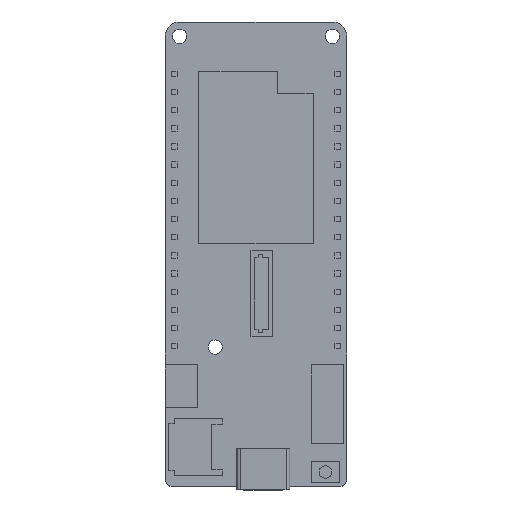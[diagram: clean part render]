
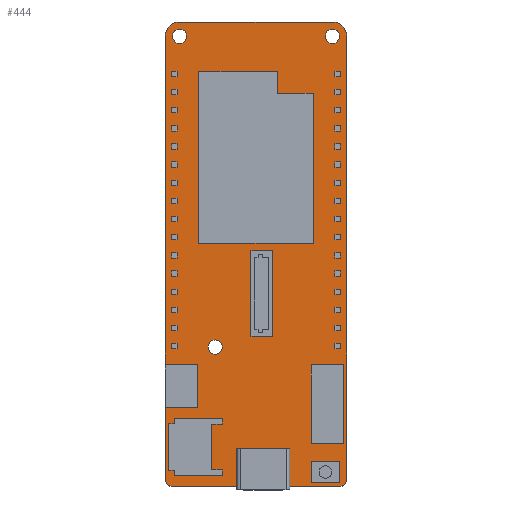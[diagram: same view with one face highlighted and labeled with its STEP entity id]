
A CAD part, top view. The second image highlights one B-rep face of the part: STEP entity #444.
In plain terms, the highlighted planar face has unit normal (0, 0, 1).
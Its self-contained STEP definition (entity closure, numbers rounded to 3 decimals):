
#71 = VERTEX_POINT('',#72);
#72 = CARTESIAN_POINT('',(2.,0.,1.8));
#78 = EDGE_CURVE('',#71,#79,#81,.T.);
#79 = VERTEX_POINT('',#80);
#80 = CARTESIAN_POINT('',(23.4,0.,1.8));
#81 = LINE('',#82,#83);
#82 = CARTESIAN_POINT('',(2.,0.,1.8));
#83 = VECTOR('',#84,1.);
#84 = DIRECTION('',(1.,0.,0.));
#111 = VERTEX_POINT('',#112);
#112 = CARTESIAN_POINT('',(25.4,-2.,1.8));
#118 = EDGE_CURVE('',#111,#79,#119,.T.);
#119 = CIRCLE('',#120,2.);
#120 = AXIS2_PLACEMENT_3D('',#121,#122,#123);
#121 = CARTESIAN_POINT('',(23.4,-2.,1.8));
#122 = DIRECTION('',(0.,0.,1.));
#123 = DIRECTION('',(1.,0.,0.));
#142 = EDGE_CURVE('',#111,#143,#145,.T.);
#143 = VERTEX_POINT('',#144);
#144 = CARTESIAN_POINT('',(25.4,-64.,1.8));
#145 = LINE('',#146,#147);
#146 = CARTESIAN_POINT('',(25.4,-2.,1.8));
#147 = VECTOR('',#148,1.);
#148 = DIRECTION('',(0.,-1.,0.));
#175 = VERTEX_POINT('',#176);
#176 = CARTESIAN_POINT('',(24.4,-65.,1.8));
#182 = EDGE_CURVE('',#175,#143,#183,.T.);
#183 = CIRCLE('',#184,1.);
#184 = AXIS2_PLACEMENT_3D('',#185,#186,#187);
#185 = CARTESIAN_POINT('',(24.4,-64.,1.8));
#186 = DIRECTION('',(0.,0.,1.));
#187 = DIRECTION('',(1.,0.,0.));
#206 = EDGE_CURVE('',#175,#207,#209,.T.);
#207 = VERTEX_POINT('',#208);
#208 = CARTESIAN_POINT('',(1.,-65.,1.8));
#209 = LINE('',#210,#211);
#210 = CARTESIAN_POINT('',(24.4,-65.,1.8));
#211 = VECTOR('',#212,1.);
#212 = DIRECTION('',(-1.,0.,0.));
#239 = VERTEX_POINT('',#240);
#240 = CARTESIAN_POINT('',(0.,-64.,1.8));
#246 = EDGE_CURVE('',#239,#207,#247,.T.);
#247 = CIRCLE('',#248,1.);
#248 = AXIS2_PLACEMENT_3D('',#249,#250,#251);
#249 = CARTESIAN_POINT('',(1.,-64.,1.8));
#250 = DIRECTION('',(0.,0.,1.));
#251 = DIRECTION('',(1.,0.,0.));
#270 = EDGE_CURVE('',#239,#271,#273,.T.);
#271 = VERTEX_POINT('',#272);
#272 = CARTESIAN_POINT('',(0.,-2.,1.8));
#273 = LINE('',#274,#275);
#274 = CARTESIAN_POINT('',(0.,-64.,1.8));
#275 = VECTOR('',#276,1.);
#276 = DIRECTION('',(0.,1.,0.));
#301 = EDGE_CURVE('',#71,#271,#302,.T.);
#302 = CIRCLE('',#303,2.);
#303 = AXIS2_PLACEMENT_3D('',#304,#305,#306);
#304 = CARTESIAN_POINT('',(2.,-2.,1.8));
#305 = DIRECTION('',(0.,0.,1.));
#306 = DIRECTION('',(1.,0.,0.));
#327 = VERTEX_POINT('',#328);
#328 = CARTESIAN_POINT('',(8.,-45.5,1.8));
#334 = EDGE_CURVE('',#327,#327,#335,.T.);
#335 = CIRCLE('',#336,1.);
#336 = AXIS2_PLACEMENT_3D('',#337,#338,#339);
#337 = CARTESIAN_POINT('',(7.,-45.5,1.8));
#338 = DIRECTION('',(0.,0.,1.));
#339 = DIRECTION('',(1.,0.,0.));
#360 = VERTEX_POINT('',#361);
#361 = CARTESIAN_POINT('',(24.4,-2.,1.8));
#367 = EDGE_CURVE('',#360,#360,#368,.T.);
#368 = CIRCLE('',#369,1.);
#369 = AXIS2_PLACEMENT_3D('',#370,#371,#372);
#370 = CARTESIAN_POINT('',(23.4,-2.,1.8));
#371 = DIRECTION('',(0.,0.,1.));
#372 = DIRECTION('',(1.,0.,0.));
#393 = VERTEX_POINT('',#394);
#394 = CARTESIAN_POINT('',(3.,-2.,1.8));
#400 = EDGE_CURVE('',#393,#393,#401,.T.);
#401 = CIRCLE('',#402,1.);
#402 = AXIS2_PLACEMENT_3D('',#403,#404,#405);
#403 = CARTESIAN_POINT('',(2.,-2.,1.8));
#404 = DIRECTION('',(0.,0.,1.));
#405 = DIRECTION('',(1.,0.,0.));
#444 = ADVANCED_FACE('',(#445,#455,#458,#461),#464,.F.);
#445 = FACE_BOUND('',#446,.F.);
#446 = EDGE_LOOP('',(#447,#448,#449,#450,#451,#452,#453,#454));
#447 = ORIENTED_EDGE('',*,*,#78,.T.);
#448 = ORIENTED_EDGE('',*,*,#118,.F.);
#449 = ORIENTED_EDGE('',*,*,#142,.T.);
#450 = ORIENTED_EDGE('',*,*,#182,.F.);
#451 = ORIENTED_EDGE('',*,*,#206,.T.);
#452 = ORIENTED_EDGE('',*,*,#246,.F.);
#453 = ORIENTED_EDGE('',*,*,#270,.T.);
#454 = ORIENTED_EDGE('',*,*,#301,.F.);
#455 = FACE_BOUND('',#456,.F.);
#456 = EDGE_LOOP('',(#457));
#457 = ORIENTED_EDGE('',*,*,#334,.T.);
#458 = FACE_BOUND('',#459,.F.);
#459 = EDGE_LOOP('',(#460));
#460 = ORIENTED_EDGE('',*,*,#367,.T.);
#461 = FACE_BOUND('',#462,.F.);
#462 = EDGE_LOOP('',(#463));
#463 = ORIENTED_EDGE('',*,*,#400,.T.);
#464 = PLANE('',#465);
#465 = AXIS2_PLACEMENT_3D('',#466,#467,#468);
#466 = CARTESIAN_POINT('',(12.7,-32.666,1.8));
#467 = DIRECTION('',(-0.,-0.,-1.));
#468 = DIRECTION('',(-1.,0.,0.));
